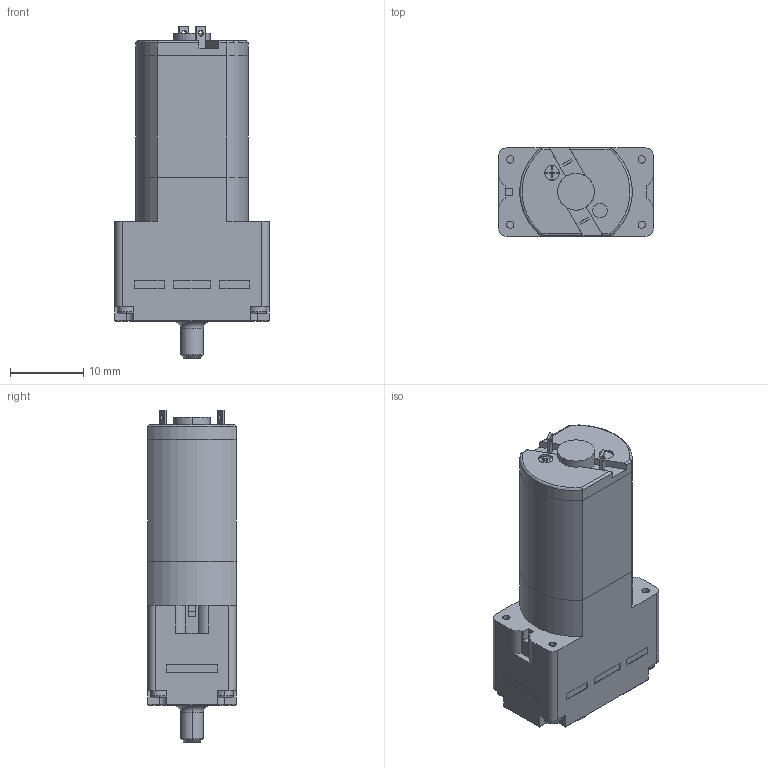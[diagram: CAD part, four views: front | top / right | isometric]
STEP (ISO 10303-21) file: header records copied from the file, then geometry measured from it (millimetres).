
FILE_DESCRIPTION((''),'2;1');
FILE_NAME('KPM12C_ASM','2018-03-23T',('wugt'),(''),'CREO PARAMETRIC BY PTC INC, 2015200','CREO PARAMETRIC BY PTC INC, 2015200','');
FILE_SCHEMA(('CONFIG_CONTROL_DESIGN'));
Length unit declared in the file: millimetre
Products named in the file (6): KPM12CMADA; KPM12ACTOU_AF0; PM12ASC1; MADA3; PIN1; KPM12C_ASM
Assembly tree (9 placements, depth 2):
  KPM12C_ASM
    KPM12CMADA
    KPM12ACTOU_AF0
    PM12ASC1  x4
    MADA3
    PIN1  x2
Bounding box: 21 x 12 x 45.2 mm (x, y, z)
Volume: 7378.8 mm3; surface area: 3702 mm2
Topology: 9 solids, 9 shells, 296 faces, 758 edges, 496 vertices
Faces by surface type: plane 190, cylinder 88, torus 16, cone 2
Entity records: 6322 total; most frequent: CARTESIAN_POINT 1223, DIRECTION 1042, ORIENTED_EDGE 1018, EDGE_CURVE 509, VECTOR 348, LINE 348, AXIS2_PLACEMENT_3D 347, VERTEX_POINT 331
